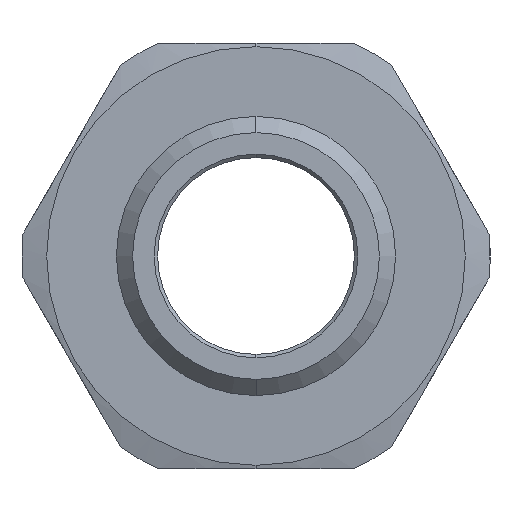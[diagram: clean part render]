
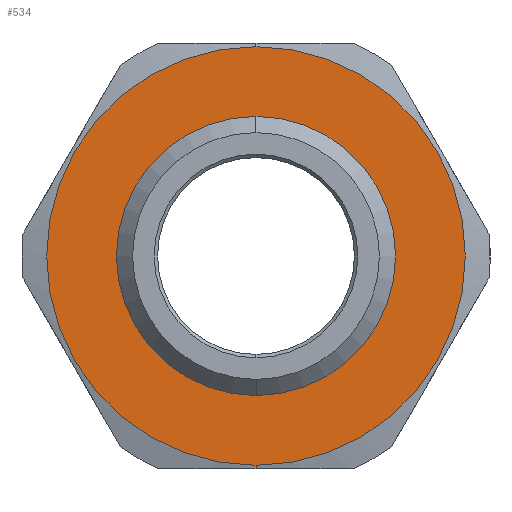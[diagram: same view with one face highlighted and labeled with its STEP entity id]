
A CAD part, left-side view. The second image highlights one B-rep face of the part: STEP entity #534.
In plain terms, the highlighted planar face has unit normal (-1, 0, 0).
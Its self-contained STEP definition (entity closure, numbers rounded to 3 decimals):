
#270 = ORIENTED_EDGE ( 'NONE', *, *, #2275, .T. ) ;
#534 = ADVANCED_FACE ( 'NONE', ( #2293, #2257 ), #1473, .T. ) ;
#749 = VERTEX_POINT ( 'NONE', #1098 ) ;
#785 = CIRCLE ( 'NONE', #951, 10. ) ;
#815 = CIRCLE ( 'NONE', #956, 15. ) ;
#904 = CARTESIAN_POINT ( 'NONE',  ( 15., 0., 10. ) ) ;
#951 = AXIS2_PLACEMENT_3D ( 'NONE', #1114, #1113, #1112 ) ;
#956 = AXIS2_PLACEMENT_3D ( 'NONE', #1125, #1122, #1120 ) ;
#1098 = CARTESIAN_POINT ( 'NONE',  ( 15., 0., -10. ) ) ;
#1112 = DIRECTION ( 'NONE',  ( 0., 0., 1. ) ) ;
#1113 = DIRECTION ( 'NONE',  ( -1., 0., 0. ) ) ;
#1114 = CARTESIAN_POINT ( 'NONE',  ( 15., 0., 0. ) ) ;
#1120 = DIRECTION ( 'NONE',  ( 0., 0., 1. ) ) ;
#1122 = DIRECTION ( 'NONE',  ( -1., 0., 0. ) ) ;
#1125 = CARTESIAN_POINT ( 'NONE',  ( 15., 0., 0. ) ) ;
#1195 = AXIS2_PLACEMENT_3D ( 'NONE', #2542, #2535, #2531 ) ;
#1207 = AXIS2_PLACEMENT_3D ( 'NONE', #2607, #2606, #2605 ) ;
#1436 = DIRECTION ( 'NONE',  ( -1., 0., 0. ) ) ;
#1473 = PLANE ( 'NONE',  #1598 ) ;
#1478 = CARTESIAN_POINT ( 'NONE',  ( 15., 10., 0. ) ) ;
#1494 = CIRCLE ( 'NONE', #1195, 15. ) ;
#1548 = CARTESIAN_POINT ( 'NONE',  ( 15., 0., 15. ) ) ;
#1560 = CIRCLE ( 'NONE', #1207, 10. ) ;
#1598 = AXIS2_PLACEMENT_3D ( 'NONE', #1478, #1436, #2771 ) ;
#1842 = EDGE_CURVE ( 'NONE', #3236, #749, #1560, .T. ) ;
#1864 = EDGE_CURVE ( 'NONE', #2748, #3041, #1494, .T. ) ;
#1943 = ORIENTED_EDGE ( 'NONE', *, *, #1842, .F. ) ;
#2257 = FACE_OUTER_BOUND ( 'NONE', #2742, .T. ) ;
#2275 = EDGE_CURVE ( 'NONE', #3041, #2748, #815, .T. ) ;
#2276 = EDGE_CURVE ( 'NONE', #749, #3236, #785, .T. ) ;
#2293 = FACE_BOUND ( 'NONE', #2749, .T. ) ;
#2296 = CARTESIAN_POINT ( 'NONE',  ( 15., 0., -15. ) ) ;
#2531 = DIRECTION ( 'NONE',  ( 0., 0., 1. ) ) ;
#2535 = DIRECTION ( 'NONE',  ( -1., 0., 0. ) ) ;
#2542 = CARTESIAN_POINT ( 'NONE',  ( 15., 0., 0. ) ) ;
#2605 = DIRECTION ( 'NONE',  ( 0., 0., 1. ) ) ;
#2606 = DIRECTION ( 'NONE',  ( -1., 0., 0. ) ) ;
#2607 = CARTESIAN_POINT ( 'NONE',  ( 15., 0., 0. ) ) ;
#2742 = EDGE_LOOP ( 'NONE', ( #270, #3205 ) ) ;
#2745 = ORIENTED_EDGE ( 'NONE', *, *, #2276, .F. ) ;
#2748 = VERTEX_POINT ( 'NONE', #1548 ) ;
#2749 = EDGE_LOOP ( 'NONE', ( #2745, #1943 ) ) ;
#2771 = DIRECTION ( 'NONE',  ( 0., 0., 1. ) ) ;
#3041 = VERTEX_POINT ( 'NONE', #2296 ) ;
#3205 = ORIENTED_EDGE ( 'NONE', *, *, #1864, .T. ) ;
#3236 = VERTEX_POINT ( 'NONE', #904 ) ;
